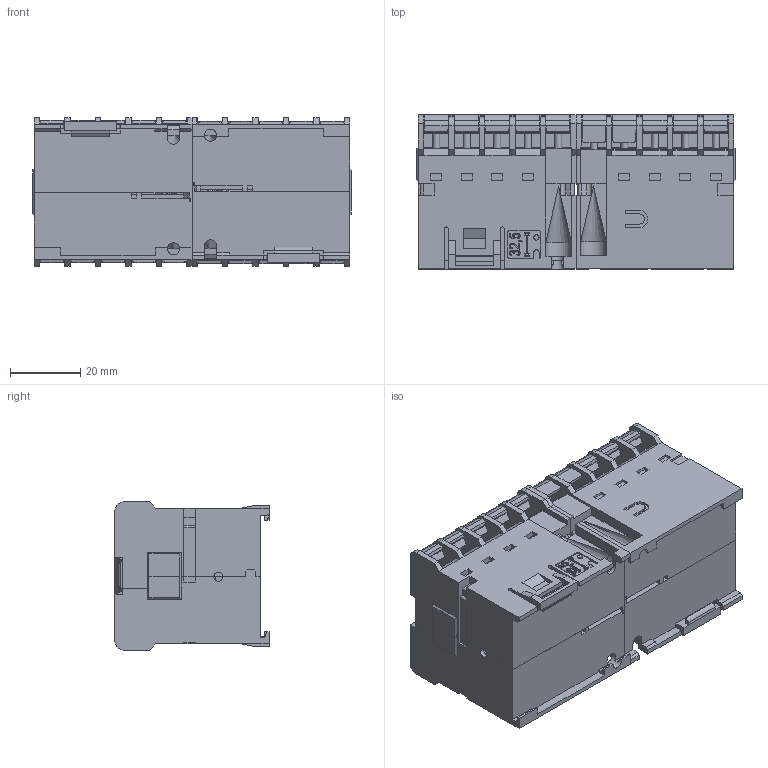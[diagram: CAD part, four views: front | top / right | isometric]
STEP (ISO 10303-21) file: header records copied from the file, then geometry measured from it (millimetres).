
FILE_DESCRIPTION((''),'2;1');
FILE_NAME('CEI07_ASM','2021-06-07T',('marketing.praksa'),('Audax d.o.o.'),'CREO PARAMETRIC BY PTC INC, 2017480','CREO PARAMETRIC BY PTC INC, 2017480','');
FILE_SCHEMA(('AUTOMOTIVE_DESIGN { 1 0 10303 214 1 1 1 1 }'));
Products named in the file (30): CWI07_1_1_1; CWI07_2_1; CWI07_3_1; CWI07_4_1; CWI07_5_1; CWI07_6_1; CWI07_7_1; CWI07_8_1; CWI07_9_1; CWI07_10_1; CWI07_11_1; CWI07_12_1; CWI07_13_1; CWI07_15_1; CWI07_16_1; CWI07_17_1; CWI07_18_1; CWI07_19_1; CWI07_20_1; CWI07_21_1; CWI07_22_1; CWI07_23_1; CWI07_24_1; CWI07_25_1; CWI07_26_1; CWI07_27_1; CWI07_28_1; PRT9528; PRT9529; CEI07_ASM
Assembly tree (29 placements, depth 2):
  CEI07_ASM
    CWI07_1_1_1
    CWI07_2_1
    CWI07_3_1
    CWI07_4_1
    CWI07_5_1
    CWI07_6_1
    CWI07_7_1
    CWI07_8_1
    CWI07_9_1
    CWI07_10_1
    CWI07_11_1
    CWI07_12_1
    CWI07_13_1
    CWI07_15_1
    CWI07_16_1
    CWI07_17_1
    CWI07_18_1
    CWI07_19_1
    CWI07_20_1
    CWI07_21_1
    CWI07_22_1
    CWI07_23_1
    CWI07_24_1
    CWI07_25_1
    CWI07_26_1
    CWI07_27_1
    CWI07_28_1
    PRT9528
    PRT9529
Bounding box: 91 x 44 x 42.3 mm (x, y, z)
Volume: 124252.1 mm3; surface area: 61138.2 mm2
Topology: 31 solids, 45 shells, 3087 faces, 8610 edges, 5640 vertices
Faces by surface type: plane 2123, cylinder 556, torus 172, cone 118, extrusion 74, bspline 44
Entity records: 154065 total; most frequent: CARTESIAN_POINT 24938, ORIENTED_EDGE 17204, DIRECTION 15666, PRESENTATION_STYLE_ASSIGNMENT 11794, STYLED_ITEM 11794, CURVE_STYLE 8676, EDGE_CURVE 8602, VECTOR 6358
